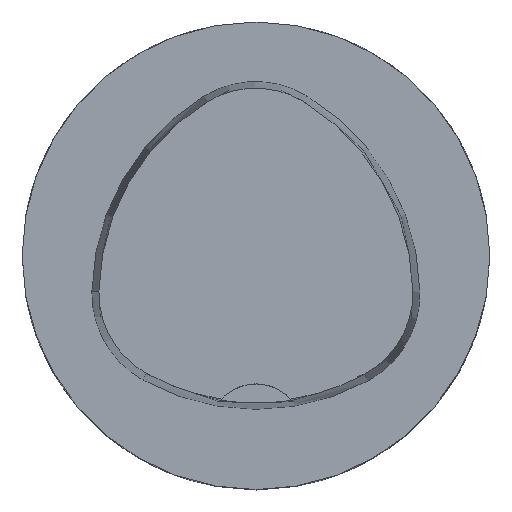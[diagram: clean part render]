
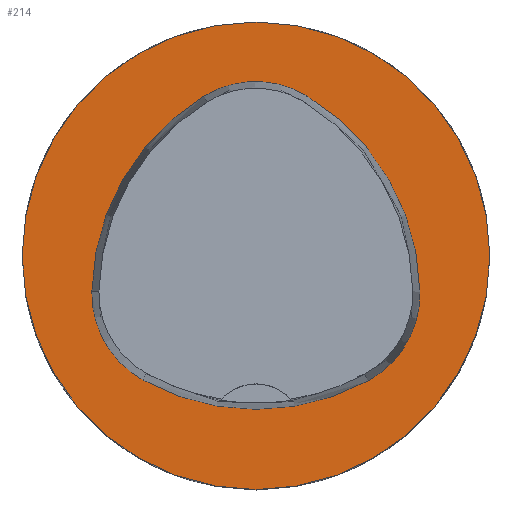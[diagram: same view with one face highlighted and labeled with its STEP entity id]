
A CAD part, top view. The second image highlights one B-rep face of the part: STEP entity #214.
In plain terms, the highlighted planar face has unit normal (0, 0, 1).
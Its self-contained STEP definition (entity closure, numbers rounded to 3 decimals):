
#214=ADVANCED_FACE('',(#418,#419),#259,.T.);
#259=PLANE('',#1232);
#418=FACE_BOUND('',#474,.T.);
#419=FACE_BOUND('',#475,.T.);
#474=EDGE_LOOP('',(#664,#665,#666,#667,#668,#669));
#475=EDGE_LOOP('',(#670));
#664=ORIENTED_EDGE('',*,*,#982,.T.);
#665=ORIENTED_EDGE('',*,*,#962,.T.);
#666=ORIENTED_EDGE('',*,*,#966,.T.);
#667=ORIENTED_EDGE('',*,*,#969,.T.);
#668=ORIENTED_EDGE('',*,*,#972,.T.);
#669=ORIENTED_EDGE('',*,*,#980,.T.);
#670=ORIENTED_EDGE('',*,*,#985,.F.);
#852=VERTEX_POINT('',#1940);
#853=VERTEX_POINT('',#1941);
#856=VERTEX_POINT('',#1949);
#858=VERTEX_POINT('',#1955);
#860=VERTEX_POINT('',#1961);
#867=VERTEX_POINT('',#1982);
#868=VERTEX_POINT('',#1992);
#962=EDGE_CURVE('',#852,#853,#1054,.T.);
#966=EDGE_CURVE('',#853,#856,#1056,.T.);
#969=EDGE_CURVE('',#856,#858,#1058,.T.);
#972=EDGE_CURVE('',#858,#860,#1060,.T.);
#980=EDGE_CURVE('',#860,#867,#1064,.T.);
#982=EDGE_CURVE('',#867,#852,#1066,.T.);
#985=EDGE_CURVE('',#868,#868,#1069,.T.);
#1054=CIRCLE('',#1209,20.);
#1056=CIRCLE('',#1212,8.5);
#1058=CIRCLE('',#1215,20.);
#1060=CIRCLE('',#1218,8.5);
#1064=CIRCLE('',#1223,20.);
#1066=CIRCLE('',#1226,8.5);
#1069=CIRCLE('',#1231,20.);
#1209=AXIS2_PLACEMENT_3D('',#1939,#1431,#1432);
#1212=AXIS2_PLACEMENT_3D('',#1948,#1439,#1440);
#1215=AXIS2_PLACEMENT_3D('',#1954,#1446,#1447);
#1218=AXIS2_PLACEMENT_3D('',#1960,#1453,#1454);
#1223=AXIS2_PLACEMENT_3D('',#1983,#1465,#1466);
#1226=AXIS2_PLACEMENT_3D('',#1986,#1471,#1472);
#1231=AXIS2_PLACEMENT_3D('',#1991,#1481,#1482);
#1232=AXIS2_PLACEMENT_3D('',#1993,#1483,#1484);
#1431=DIRECTION('',(0.,0.,-1.));
#1432=DIRECTION('',(-1.,0.,0.));
#1439=DIRECTION('',(0.,0.,-1.));
#1440=DIRECTION('',(-1.,0.,0.));
#1446=DIRECTION('',(0.,0.,-1.));
#1447=DIRECTION('',(-1.,0.,0.));
#1453=DIRECTION('',(0.,0.,-1.));
#1454=DIRECTION('',(-1.,0.,0.));
#1465=DIRECTION('',(0.,0.,-1.));
#1466=DIRECTION('',(-1.,0.,0.));
#1471=DIRECTION('',(0.,0.,-1.));
#1472=DIRECTION('',(-1.,0.,0.));
#1481=DIRECTION('',(0.,0.,-1.));
#1482=DIRECTION('',(-1.,0.,0.));
#1483=DIRECTION('',(0.,0.,1.));
#1484=DIRECTION('',(1.,0.,0.));
#1939=CARTESIAN_POINT('',(5.955,-3.414,0.));
#1940=CARTESIAN_POINT('',(-14.041,-3.042,0.));
#1941=CARTESIAN_POINT('',(-4.472,13.653,0.));
#1948=CARTESIAN_POINT('',(-0.04,6.4,0.));
#1949=CARTESIAN_POINT('',(4.347,13.68,0.));
#1954=CARTESIAN_POINT('',(-5.976,-3.45,0.));
#1955=CARTESIAN_POINT('',(14.021,-3.075,0.));
#1960=CARTESIAN_POINT('',(5.522,-3.235,0.));
#1961=CARTESIAN_POINT('',(9.588,-10.699,0.));
#1982=CARTESIAN_POINT('',(-9.655,-10.639,0.));
#1983=CARTESIAN_POINT('',(0.022,6.864,0.));
#1986=CARTESIAN_POINT('',(-5.543,-3.2,0.));
#1991=CARTESIAN_POINT('',(0.,0.,0.));
#1992=CARTESIAN_POINT('',(-20.,0.,0.));
#1993=CARTESIAN_POINT('',(0.,0.,0.));
